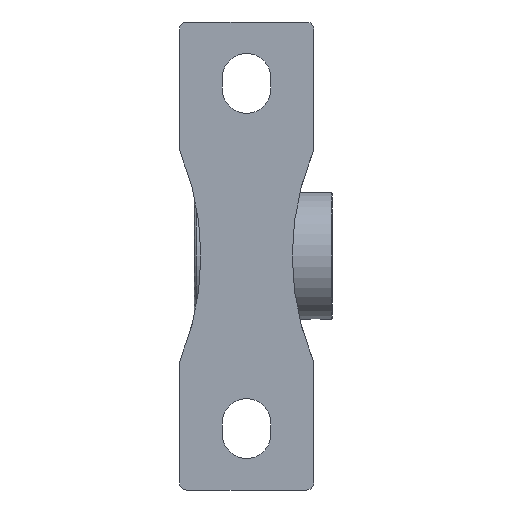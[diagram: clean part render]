
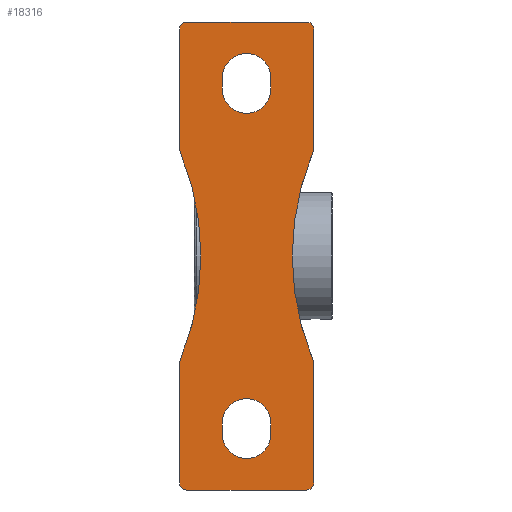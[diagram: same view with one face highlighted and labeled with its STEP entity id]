
A CAD part, front view. The second image highlights one B-rep face of the part: STEP entity #18316.
In plain terms, the highlighted face is planar.
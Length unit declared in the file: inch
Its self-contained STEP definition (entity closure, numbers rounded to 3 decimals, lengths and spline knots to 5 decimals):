
#8406=CARTESIAN_POINT('',(0.62992,0.,0.));
#8407=VERTEX_POINT('',#8406);
#8433=CARTESIAN_POINT('',(0.91751,-1.43837,0.));
#8434=VERTEX_POINT('',#8433);
#8441=CARTESIAN_POINT('',(4.37073,0.,0.));
#8442=DIRECTION('',(0.,0.,1.));
#8443=DIRECTION('',(1.,0.,-0.));
#8444=AXIS2_PLACEMENT_3D('',#8441,#8442,#8443);
#8445=CIRCLE('',#8444,3.74081);
#8446=EDGE_CURVE('',#8407,#8434,#8445,.T.);
#14090=CARTESIAN_POINT('',(-0.9252,-1.47682,0.));
#14091=VERTEX_POINT('',#14090);
#14098=CARTESIAN_POINT('',(-0.9252,-3.12835,0.));
#14099=VERTEX_POINT('',#14098);
#14100=CARTESIAN_POINT('',(-0.9252,-3.18898,0.));
#14101=DIRECTION('',(0.,1.,0.));
#14102=VECTOR('',#14101,0.65021);
#14103=LINE('',#14100,#14102);
#14104=EDGE_CURVE('',#14099,#14091,#14103,.T.);
#14122=CARTESIAN_POINT('',(-0.91751,-1.43837,0.));
#14123=VERTEX_POINT('',#14122);
#14130=CARTESIAN_POINT('',(-0.8252,-1.47682,0.));
#14131=DIRECTION('',(0.,0.,1.));
#14132=DIRECTION('',(-0.981,0.196,0.));
#14133=AXIS2_PLACEMENT_3D('',#14130,#14131,#14132);
#14134=CIRCLE('',#14133,0.1);
#14135=EDGE_CURVE('',#14123,#14091,#14134,.T.);
#14272=CARTESIAN_POINT('',(-0.62992,-0.,0.));
#14273=VERTEX_POINT('',#14272);
#14400=CARTESIAN_POINT('',(-0.91751,1.43837,0.));
#14401=VERTEX_POINT('',#14400);
#14408=CARTESIAN_POINT('',(-4.37073,0.,0.));
#14409=DIRECTION('',(0.,0.,-1.));
#14410=DIRECTION('',(-1.,0.,0.));
#14411=AXIS2_PLACEMENT_3D('',#14408,#14409,#14410);
#14412=CIRCLE('',#14411,3.74081);
#14413=EDGE_CURVE('',#14401,#14273,#14412,.T.);
#15334=CARTESIAN_POINT('',(0.9252,1.47682,0.));
#15335=VERTEX_POINT('',#15334);
#15342=CARTESIAN_POINT('',(0.9252,3.12835,0.));
#15343=VERTEX_POINT('',#15342);
#15344=CARTESIAN_POINT('',(0.9252,3.18898,0.));
#15345=DIRECTION('',(0.,-1.,0.));
#15346=VECTOR('',#15345,0.65021);
#15347=LINE('',#15344,#15346);
#15348=EDGE_CURVE('',#15343,#15335,#15347,.T.);
#15367=CARTESIAN_POINT('',(0.91751,1.43837,0.));
#15368=VERTEX_POINT('',#15367);
#15375=CARTESIAN_POINT('',(0.8252,1.47682,0.));
#15376=DIRECTION('',(0.,0.,1.));
#15377=DIRECTION('',(0.981,-0.196,0.));
#15378=AXIS2_PLACEMENT_3D('',#15375,#15376,#15377);
#15379=CIRCLE('',#15378,0.1);
#15380=EDGE_CURVE('',#15368,#15335,#15379,.T.);
#17992=CARTESIAN_POINT('',(0.8252,3.22835,0.));
#17993=VERTEX_POINT('',#17992);
#18000=CARTESIAN_POINT('',(-0.8252,3.22835,0.));
#18001=VERTEX_POINT('',#18000);
#18002=CARTESIAN_POINT('',(-0.32488,3.22835,0.));
#18003=DIRECTION('',(1.,0.,-0.));
#18004=VECTOR('',#18003,0.64976);
#18005=LINE('',#18002,#18004);
#18006=EDGE_CURVE('',#18001,#17993,#18005,.T.);
#18024=CARTESIAN_POINT('',(0.8252,3.12835,0.));
#18025=DIRECTION('',(0.,-0.,1.));
#18026=DIRECTION('',(0.707,0.707,0.));
#18027=AXIS2_PLACEMENT_3D('',#18024,#18025,#18026);
#18028=CIRCLE('',#18027,0.1);
#18029=EDGE_CURVE('',#15343,#17993,#18028,.T.);
#18134=CARTESIAN_POINT('',(0.8252,-3.22835,0.));
#18135=VERTEX_POINT('',#18134);
#18142=CARTESIAN_POINT('',(0.9252,-3.12835,0.));
#18143=VERTEX_POINT('',#18142);
#18144=CARTESIAN_POINT('',(0.8252,-3.12835,0.));
#18145=DIRECTION('',(0.,0.,1.));
#18146=DIRECTION('',(0.707,-0.707,0.));
#18147=AXIS2_PLACEMENT_3D('',#18144,#18145,#18146);
#18148=CIRCLE('',#18147,0.1);
#18149=EDGE_CURVE('',#18135,#18143,#18148,.T.);
#18160=CARTESIAN_POINT('',(0.41774,-1.67067,0.));
#18161=DIRECTION('',(0.,0.,1.));
#18162=DIRECTION('',(1.,0.,0.));
#18163=AXIS2_PLACEMENT_3D('',#18160,#18161,#18162);
#18164=PLANE('',#18163);
#18165=ORIENTED_EDGE('',*,*,#18029,.F.);
#18166=ORIENTED_EDGE('',*,*,#15348,.T.);
#18167=ORIENTED_EDGE('',*,*,#15380,.F.);
#18168=CARTESIAN_POINT('',(4.37073,0.,0.));
#18169=DIRECTION('',(0.,0.,1.));
#18170=DIRECTION('',(1.,0.,-0.));
#18171=AXIS2_PLACEMENT_3D('',#18168,#18169,#18170);
#18172=CIRCLE('',#18171,3.74081);
#18173=EDGE_CURVE('',#15368,#8407,#18172,.T.);
#18174=ORIENTED_EDGE('',*,*,#18173,.T.);
#18175=ORIENTED_EDGE('',*,*,#8446,.T.);
#18176=CARTESIAN_POINT('',(0.9252,-1.47682,0.));
#18177=VERTEX_POINT('',#18176);
#18178=CARTESIAN_POINT('',(0.8252,-1.47682,0.));
#18179=DIRECTION('',(0.,-0.,1.));
#18180=DIRECTION('',(0.981,0.196,0.));
#18181=AXIS2_PLACEMENT_3D('',#18178,#18179,#18180);
#18182=CIRCLE('',#18181,0.1);
#18183=EDGE_CURVE('',#18177,#8434,#18182,.T.);
#18184=ORIENTED_EDGE('',*,*,#18183,.F.);
#18185=CARTESIAN_POINT('',(0.9252,-3.18898,0.));
#18186=DIRECTION('',(0.,1.,0.));
#18187=VECTOR('',#18186,0.65021);
#18188=LINE('',#18185,#18187);
#18189=EDGE_CURVE('',#18143,#18177,#18188,.T.);
#18190=ORIENTED_EDGE('',*,*,#18189,.F.);
#18191=ORIENTED_EDGE('',*,*,#18149,.F.);
#18192=CARTESIAN_POINT('',(-0.8252,-3.22835,0.));
#18193=VERTEX_POINT('',#18192);
#18194=CARTESIAN_POINT('',(-0.32488,-3.22835,0.));
#18195=DIRECTION('',(1.,0.,-0.));
#18196=VECTOR('',#18195,0.64976);
#18197=LINE('',#18194,#18196);
#18198=EDGE_CURVE('',#18193,#18135,#18197,.T.);
#18199=ORIENTED_EDGE('',*,*,#18198,.F.);
#18200=CARTESIAN_POINT('',(-0.8252,-3.12835,0.));
#18201=DIRECTION('',(0.,0.,1.));
#18202=DIRECTION('',(-0.707,-0.707,0.));
#18203=AXIS2_PLACEMENT_3D('',#18200,#18201,#18202);
#18204=CIRCLE('',#18203,0.1);
#18205=EDGE_CURVE('',#14099,#18193,#18204,.T.);
#18206=ORIENTED_EDGE('',*,*,#18205,.F.);
#18207=ORIENTED_EDGE('',*,*,#14104,.T.);
#18208=ORIENTED_EDGE('',*,*,#14135,.F.);
#18209=CARTESIAN_POINT('',(-4.37073,0.,0.));
#18210=DIRECTION('',(0.,0.,-1.));
#18211=DIRECTION('',(-1.,0.,0.));
#18212=AXIS2_PLACEMENT_3D('',#18209,#18210,#18211);
#18213=CIRCLE('',#18212,3.74081);
#18214=EDGE_CURVE('',#14273,#14123,#18213,.T.);
#18215=ORIENTED_EDGE('',*,*,#18214,.F.);
#18216=ORIENTED_EDGE('',*,*,#14413,.F.);
#18217=CARTESIAN_POINT('',(-0.9252,1.47682,0.));
#18218=VERTEX_POINT('',#18217);
#18219=CARTESIAN_POINT('',(-0.8252,1.47682,0.));
#18220=DIRECTION('',(0.,0.,1.));
#18221=DIRECTION('',(-0.981,-0.196,0.));
#18222=AXIS2_PLACEMENT_3D('',#18219,#18220,#18221);
#18223=CIRCLE('',#18222,0.1);
#18224=EDGE_CURVE('',#18218,#14401,#18223,.T.);
#18225=ORIENTED_EDGE('',*,*,#18224,.F.);
#18226=CARTESIAN_POINT('',(-0.9252,3.12835,0.));
#18227=VERTEX_POINT('',#18226);
#18228=CARTESIAN_POINT('',(-0.9252,3.18898,0.));
#18229=DIRECTION('',(0.,-1.,0.));
#18230=VECTOR('',#18229,0.65021);
#18231=LINE('',#18228,#18230);
#18232=EDGE_CURVE('',#18227,#18218,#18231,.T.);
#18233=ORIENTED_EDGE('',*,*,#18232,.F.);
#18234=CARTESIAN_POINT('',(-0.8252,3.12835,0.));
#18235=DIRECTION('',(0.,0.,1.));
#18236=DIRECTION('',(-0.707,0.707,0.));
#18237=AXIS2_PLACEMENT_3D('',#18234,#18235,#18236);
#18238=CIRCLE('',#18237,0.1);
#18239=EDGE_CURVE('',#18001,#18227,#18238,.T.);
#18240=ORIENTED_EDGE('',*,*,#18239,.F.);
#18241=ORIENTED_EDGE('',*,*,#18006,.T.);
#18242=EDGE_LOOP('',(#18165,#18166,#18167,#18174,#18175,#18184,#18190,#18191,#18199,#18206,#18207,#18208,#18215,#18216,#18225,#18233,#18240,#18241));
#18243=FACE_BOUND('',#18242,.T.);
#18244=CARTESIAN_POINT('',(0.33465,2.46063,0.));
#18245=VERTEX_POINT('',#18244);
#18246=CARTESIAN_POINT('',(-0.33465,2.46063,0.));
#18247=VERTEX_POINT('',#18246);
#18248=CARTESIAN_POINT('',(0.,2.46063,0.));
#18249=DIRECTION('',(0.,0.,1.));
#18250=DIRECTION('',(-1.,0.,0.));
#18251=AXIS2_PLACEMENT_3D('',#18248,#18249,#18250);
#18252=CIRCLE('',#18251,0.33465);
#18253=EDGE_CURVE('',#18245,#18247,#18252,.T.);
#18254=ORIENTED_EDGE('',*,*,#18253,.T.);
#18255=CARTESIAN_POINT('',(-0.33465,2.30315,0.));
#18256=VERTEX_POINT('',#18255);
#18257=CARTESIAN_POINT('',(-0.33465,1.18436,0.));
#18258=DIRECTION('',(0.,-1.,0.));
#18259=VECTOR('',#18258,0.062);
#18260=LINE('',#18257,#18259);
#18261=EDGE_CURVE('',#18247,#18256,#18260,.T.);
#18262=ORIENTED_EDGE('',*,*,#18261,.T.);
#18263=CARTESIAN_POINT('',(0.33465,2.30315,0.));
#18264=VERTEX_POINT('',#18263);
#18265=CARTESIAN_POINT('',(0.,2.30315,0.));
#18266=DIRECTION('',(0.,0.,1.));
#18267=DIRECTION('',(-1.,0.,0.));
#18268=AXIS2_PLACEMENT_3D('',#18265,#18266,#18267);
#18269=CIRCLE('',#18268,0.33465);
#18270=EDGE_CURVE('',#18256,#18264,#18269,.T.);
#18271=ORIENTED_EDGE('',*,*,#18270,.T.);
#18272=CARTESIAN_POINT('',(0.33465,1.12236,0.));
#18273=DIRECTION('',(0.,1.,0.));
#18274=VECTOR('',#18273,0.062);
#18275=LINE('',#18272,#18274);
#18276=EDGE_CURVE('',#18264,#18245,#18275,.T.);
#18277=ORIENTED_EDGE('',*,*,#18276,.T.);
#18278=EDGE_LOOP('',(#18254,#18262,#18271,#18277));
#18279=FACE_BOUND('',#18278,.T.);
#18280=CARTESIAN_POINT('',(0.33465,-2.30315,0.));
#18281=VERTEX_POINT('',#18280);
#18282=CARTESIAN_POINT('',(-0.33465,-2.30315,0.));
#18283=VERTEX_POINT('',#18282);
#18284=CARTESIAN_POINT('',(-0.,-2.30315,0.));
#18285=DIRECTION('',(0.,0.,1.));
#18286=DIRECTION('',(1.,0.,-0.));
#18287=AXIS2_PLACEMENT_3D('',#18284,#18285,#18286);
#18288=CIRCLE('',#18287,0.33465);
#18289=EDGE_CURVE('',#18281,#18283,#18288,.T.);
#18290=ORIENTED_EDGE('',*,*,#18289,.T.);
#18291=CARTESIAN_POINT('',(-0.33465,-2.46063,0.));
#18292=VERTEX_POINT('',#18291);
#18293=CARTESIAN_POINT('',(-0.33465,-2.13528,0.));
#18294=DIRECTION('',(0.,-1.,0.));
#18295=VECTOR('',#18294,0.062);
#18296=LINE('',#18293,#18295);
#18297=EDGE_CURVE('',#18283,#18292,#18296,.T.);
#18298=ORIENTED_EDGE('',*,*,#18297,.T.);
#18299=CARTESIAN_POINT('',(0.33465,-2.46063,0.));
#18300=VERTEX_POINT('',#18299);
#18301=CARTESIAN_POINT('',(0.,-2.46063,0.));
#18302=DIRECTION('',(0.,0.,1.));
#18303=DIRECTION('',(-1.,0.,0.));
#18304=AXIS2_PLACEMENT_3D('',#18301,#18302,#18303);
#18305=CIRCLE('',#18304,0.33465);
#18306=EDGE_CURVE('',#18292,#18300,#18305,.T.);
#18307=ORIENTED_EDGE('',*,*,#18306,.T.);
#18308=CARTESIAN_POINT('',(0.33465,-2.19728,0.));
#18309=DIRECTION('',(0.,1.,0.));
#18310=VECTOR('',#18309,0.062);
#18311=LINE('',#18308,#18310);
#18312=EDGE_CURVE('',#18300,#18281,#18311,.T.);
#18313=ORIENTED_EDGE('',*,*,#18312,.T.);
#18314=EDGE_LOOP('',(#18290,#18298,#18307,#18313));
#18315=FACE_BOUND('',#18314,.T.);
#18316=ADVANCED_FACE('',(#18243,#18279,#18315),#18164,.F.);
